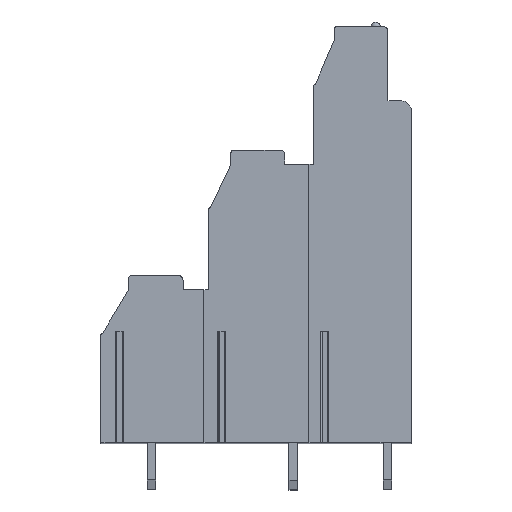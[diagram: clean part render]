
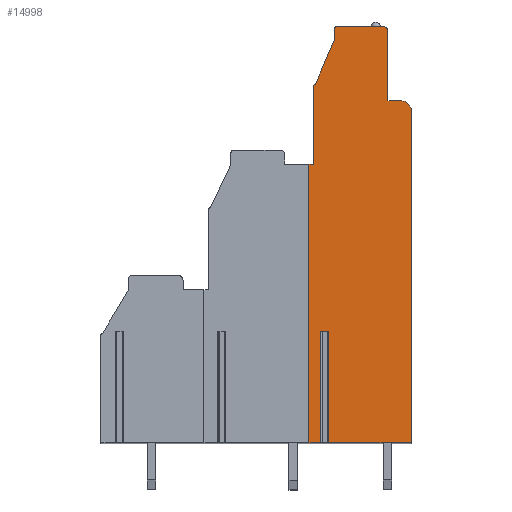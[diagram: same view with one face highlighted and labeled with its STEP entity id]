
A CAD part, top view. The second image highlights one B-rep face of the part: STEP entity #14998.
In plain terms, the highlighted planar face has unit normal (0, 0, 1).
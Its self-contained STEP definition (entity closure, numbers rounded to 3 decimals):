
#131=DIRECTION('',(1.,0.,0.));
#132=VECTOR('',#131,0.856);
#133=CARTESIAN_POINT('',(0.772,-18.05,43.18));
#134=LINE('',#133,#132);
#135=DIRECTION('',(0.,-1.,0.));
#136=VECTOR('',#135,11.95);
#137=CARTESIAN_POINT('',(0.772,-18.05,43.18));
#138=LINE('',#137,#136);
#139=DIRECTION('',(1.,0.,0.));
#140=VECTOR('',#139,1.272);
#141=CARTESIAN_POINT('',(-0.5,-30.,43.18));
#142=LINE('',#141,#140);
#143=DIRECTION('',(0.,1.,0.));
#144=VECTOR('',#143,30.);
#145=CARTESIAN_POINT('',(-0.5,-30.,43.18));
#146=LINE('',#145,#144);
#147=DIRECTION('',(-1.,0.,0.));
#148=VECTOR('',#147,0.5);
#149=CARTESIAN_POINT('',(0.,0.,43.18));
#150=LINE('',#149,#148);
#151=DIRECTION('',(0.,-1.,0.));
#152=VECTOR('',#151,8.4);
#153=CARTESIAN_POINT('',(0.,8.4,43.18));
#154=LINE('',#153,#152);
#155=CARTESIAN_POINT('',(0.2,8.4,43.18));
#156=DIRECTION('',(0.,0.,1.));
#157=DIRECTION('',(0.,1.,0.));
#158=AXIS2_PLACEMENT_3D('',#155,#156,#157);
#160=DIRECTION('',(-0.392,-0.92,0.));
#161=VECTOR('',#160,5.108);
#162=CARTESIAN_POINT('',(2.2,13.3,43.18));
#163=LINE('',#162,#161);
#164=DIRECTION('',(0.,-1.,0.));
#165=VECTOR('',#164,1.2);
#166=CARTESIAN_POINT('',(2.2,14.5,43.18));
#167=LINE('',#166,#165);
#168=CARTESIAN_POINT('',(2.5,14.5,43.18));
#169=DIRECTION('',(0.,0.,1.));
#170=DIRECTION('',(0.,1.,0.));
#171=AXIS2_PLACEMENT_3D('',#168,#169,#170);
#173=DIRECTION('',(-1.,0.,0.));
#174=VECTOR('',#173,5.);
#175=CARTESIAN_POINT('',(7.5,14.8,43.18));
#176=LINE('',#175,#174);
#177=CARTESIAN_POINT('',(7.5,14.3,43.18));
#178=DIRECTION('',(0.,0.,1.));
#179=DIRECTION('',(1.,0.,0.));
#180=AXIS2_PLACEMENT_3D('',#177,#178,#179);
#182=DIRECTION('',(0.,1.,0.));
#183=VECTOR('',#182,7.5);
#184=CARTESIAN_POINT('',(8.,6.8,43.18));
#185=LINE('',#184,#183);
#186=DIRECTION('',(-1.,0.,0.));
#187=VECTOR('',#186,1.5);
#188=CARTESIAN_POINT('',(9.5,6.8,43.18));
#189=LINE('',#188,#187);
#190=CARTESIAN_POINT('',(9.5,5.8,43.18));
#191=DIRECTION('',(0.,0.,1.));
#192=DIRECTION('',(1.,0.,0.));
#193=AXIS2_PLACEMENT_3D('',#190,#191,#192);
#195=DIRECTION('',(0.,1.,0.));
#196=VECTOR('',#195,35.8);
#197=CARTESIAN_POINT('',(10.5,-30.,43.18));
#198=LINE('',#197,#196);
#199=DIRECTION('',(1.,0.,0.));
#200=VECTOR('',#199,8.872);
#201=CARTESIAN_POINT('',(1.628,-30.,43.18));
#202=LINE('',#201,#200);
#203=DIRECTION('',(0.,-1.,0.));
#204=VECTOR('',#203,11.95);
#205=CARTESIAN_POINT('',(1.628,-18.05,43.18));
#206=LINE('',#205,#204);
#11381=CARTESIAN_POINT('',(10.5,-30.,43.18));
#11382=CARTESIAN_POINT('',(10.5,5.8,43.18));
#11383=VERTEX_POINT('',#11381);
#11384=VERTEX_POINT('',#11382);
#11385=CARTESIAN_POINT('',(9.5,6.8,43.18));
#11386=VERTEX_POINT('',#11385);
#11387=CARTESIAN_POINT('',(8.,6.8,43.18));
#11388=VERTEX_POINT('',#11387);
#11389=CARTESIAN_POINT('',(8.,14.3,43.18));
#11390=VERTEX_POINT('',#11389);
#11391=CARTESIAN_POINT('',(7.5,14.8,43.18));
#11392=VERTEX_POINT('',#11391);
#11393=CARTESIAN_POINT('',(2.5,14.8,43.18));
#11394=VERTEX_POINT('',#11393);
#11395=CARTESIAN_POINT('',(2.2,14.5,43.18));
#11396=VERTEX_POINT('',#11395);
#11397=CARTESIAN_POINT('',(2.2,13.3,43.18));
#11398=VERTEX_POINT('',#11397);
#11399=CARTESIAN_POINT('',(0.2,8.6,43.18));
#11400=VERTEX_POINT('',#11399);
#11401=CARTESIAN_POINT('',(0.,8.4,43.18));
#11402=VERTEX_POINT('',#11401);
#11403=CARTESIAN_POINT('',(0.,0.,43.18));
#11404=VERTEX_POINT('',#11403);
#11429=CARTESIAN_POINT('',(-0.5,-30.,43.18));
#11430=CARTESIAN_POINT('',(-0.5,0.,43.18));
#11431=VERTEX_POINT('',#11429);
#11432=VERTEX_POINT('',#11430);
#11489=CARTESIAN_POINT('',(0.772,-18.05,43.18));
#11490=CARTESIAN_POINT('',(1.628,-18.05,43.18));
#11491=VERTEX_POINT('',#11489);
#11492=VERTEX_POINT('',#11490);
#11497=CARTESIAN_POINT('',(0.772,-30.,43.18));
#11498=VERTEX_POINT('',#11497);
#11499=CARTESIAN_POINT('',(1.628,-30.,43.18));
#11500=VERTEX_POINT('',#11499);
#14955=CARTESIAN_POINT('',(0.,0.,43.18));
#14956=DIRECTION('',(0.,0.,1.));
#14957=DIRECTION('',(1.,0.,0.));
#14958=AXIS2_PLACEMENT_3D('',#14955,#14956,#14957);
#14959=PLANE('',#14958);
#14961=ORIENTED_EDGE('',*,*,#14960,.F.);
#14963=ORIENTED_EDGE('',*,*,#14962,.T.);
#14965=ORIENTED_EDGE('',*,*,#14964,.F.);
#14967=ORIENTED_EDGE('',*,*,#14966,.T.);
#14969=ORIENTED_EDGE('',*,*,#14968,.F.);
#14971=ORIENTED_EDGE('',*,*,#14970,.F.);
#14973=ORIENTED_EDGE('',*,*,#14972,.F.);
#14975=ORIENTED_EDGE('',*,*,#14974,.F.);
#14977=ORIENTED_EDGE('',*,*,#14976,.F.);
#14979=ORIENTED_EDGE('',*,*,#14978,.F.);
#14981=ORIENTED_EDGE('',*,*,#14980,.F.);
#14983=ORIENTED_EDGE('',*,*,#14982,.F.);
#14985=ORIENTED_EDGE('',*,*,#14984,.F.);
#14987=ORIENTED_EDGE('',*,*,#14986,.F.);
#14989=ORIENTED_EDGE('',*,*,#14988,.F.);
#14991=ORIENTED_EDGE('',*,*,#14990,.F.);
#14993=ORIENTED_EDGE('',*,*,#14992,.F.);
#14995=ORIENTED_EDGE('',*,*,#14994,.F.);
#14996=EDGE_LOOP('',(#14961,#14963,#14965,#14967,#14969,#14971,#14973,#14975,
#14977,#14979,#14981,#14983,#14985,#14987,#14989,#14991,#14993,#14995));
#14997=FACE_OUTER_BOUND('',#14996,.F.);
#14998=ADVANCED_FACE('',(#14997),#14959,.T.);
#159=CIRCLE('',#158,0.2);
#172=CIRCLE('',#171,0.3);
#181=CIRCLE('',#180,0.5);
#194=CIRCLE('',#193,1.);
#14960=EDGE_CURVE('',#11491,#11492,#134,.T.);
#14962=EDGE_CURVE('',#11491,#11498,#138,.T.);
#14964=EDGE_CURVE('',#11431,#11498,#142,.T.);
#14966=EDGE_CURVE('',#11431,#11432,#146,.T.);
#14968=EDGE_CURVE('',#11404,#11432,#150,.T.);
#14970=EDGE_CURVE('',#11402,#11404,#154,.T.);
#14972=EDGE_CURVE('',#11400,#11402,#159,.T.);
#14974=EDGE_CURVE('',#11398,#11400,#163,.T.);
#14976=EDGE_CURVE('',#11396,#11398,#167,.T.);
#14978=EDGE_CURVE('',#11394,#11396,#172,.T.);
#14980=EDGE_CURVE('',#11392,#11394,#176,.T.);
#14982=EDGE_CURVE('',#11390,#11392,#181,.T.);
#14984=EDGE_CURVE('',#11388,#11390,#185,.T.);
#14986=EDGE_CURVE('',#11386,#11388,#189,.T.);
#14988=EDGE_CURVE('',#11384,#11386,#194,.T.);
#14990=EDGE_CURVE('',#11383,#11384,#198,.T.);
#14992=EDGE_CURVE('',#11500,#11383,#202,.T.);
#14994=EDGE_CURVE('',#11492,#11500,#206,.T.);
